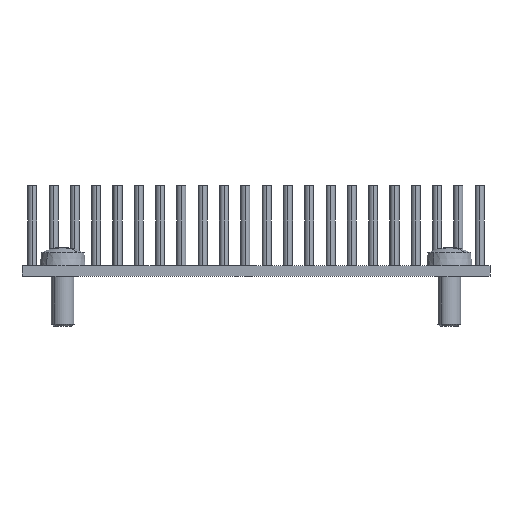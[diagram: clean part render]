
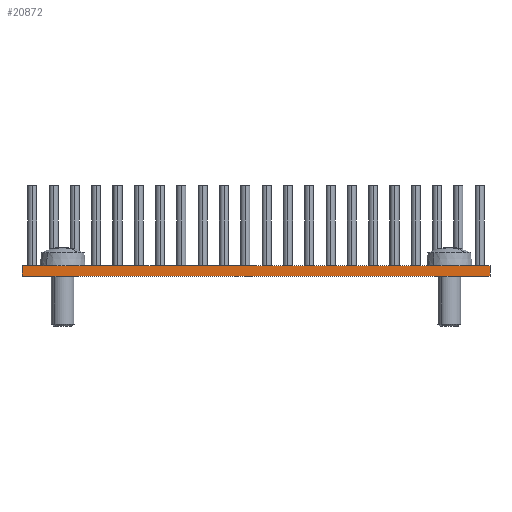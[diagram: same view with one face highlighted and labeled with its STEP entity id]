
A CAD part, left-side view. The second image highlights one B-rep face of the part: STEP entity #20872.
In plain terms, the highlighted planar face has unit normal (-1, 0, 0).
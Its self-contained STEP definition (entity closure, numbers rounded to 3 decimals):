
#16467=CARTESIAN_POINT('',(-29.2,30.75,1.4));
#16468=VERTEX_POINT('',#16467);
#16475=CARTESIAN_POINT('',(-29.2,-30.75,1.4));
#16476=VERTEX_POINT('',#16475);
#16477=CARTESIAN_POINT('',(-29.2,30.75,1.4));
#16478=DIRECTION('',(0.0,-1.0,0.0));
#16479=VECTOR('',#16478,61.5);
#16480=LINE('',#16477,#16479);
#16481=EDGE_CURVE('',#16468,#16476,#16480,.T.);
#20832=CARTESIAN_POINT('',(-29.2,30.75,0.0));
#20833=VERTEX_POINT('',#20832);
#20840=CARTESIAN_POINT('',(-29.2,30.75,1.4));
#20841=DIRECTION('',(0.0,0.0,-1.0));
#20842=VECTOR('',#20841,1.4);
#20843=LINE('',#20840,#20842);
#20844=EDGE_CURVE('',#16468,#20833,#20843,.T.);
#20849=CARTESIAN_POINT('',(-29.2,-30.75,1.2));
#20850=DIRECTION('',(-1.0,0.0,0.0));
#20851=DIRECTION('',(0.0,1.0,0.0));
#20852=AXIS2_PLACEMENT_3D('',#20849,#20850,#20851);
#20853=PLANE('',#20852);
#20854=ORIENTED_EDGE('',*,*,#16481,.F.);
#20855=ORIENTED_EDGE('',*,*,#20844,.T.);
#20856=CARTESIAN_POINT('',(-29.2,-30.75,0.0));
#20857=VERTEX_POINT('',#20856);
#20858=CARTESIAN_POINT('',(-29.2,-30.75,0.0));
#20859=DIRECTION('',(0.0,1.0,0.0));
#20860=VECTOR('',#20859,61.5);
#20861=LINE('',#20858,#20860);
#20862=EDGE_CURVE('',#20857,#20833,#20861,.T.);
#20863=ORIENTED_EDGE('',*,*,#20862,.F.);
#20864=CARTESIAN_POINT('',(-29.2,-30.75,1.4));
#20865=DIRECTION('',(0.0,0.0,-1.0));
#20866=VECTOR('',#20865,1.4);
#20867=LINE('',#20864,#20866);
#20868=EDGE_CURVE('',#16476,#20857,#20867,.T.);
#20869=ORIENTED_EDGE('',*,*,#20868,.F.);
#20870=EDGE_LOOP('',(#20854,#20855,#20863,#20869));
#20871=FACE_OUTER_BOUND('',#20870,.T.);
#20872=ADVANCED_FACE('',(#20871),#20853,.T.);
